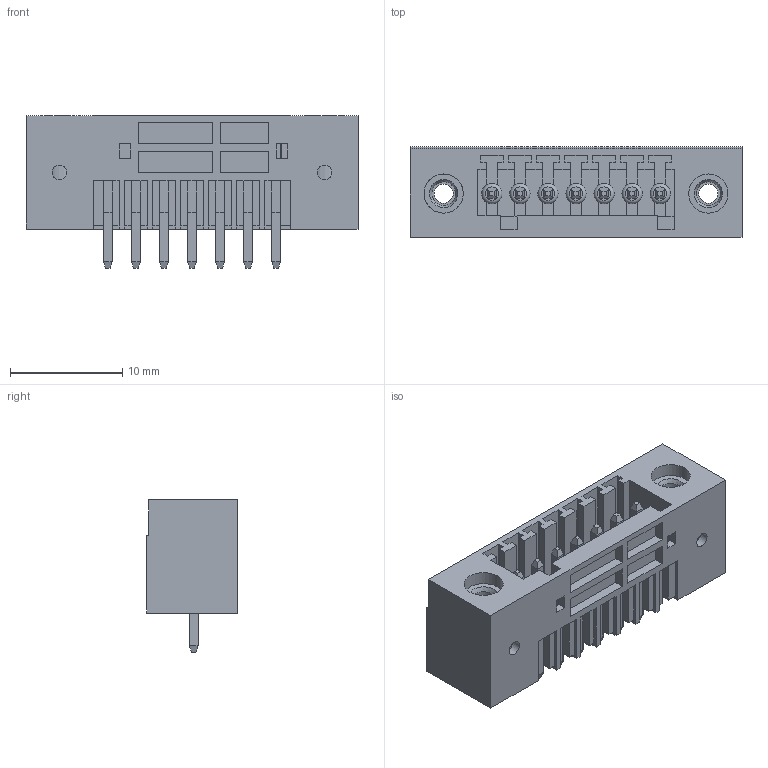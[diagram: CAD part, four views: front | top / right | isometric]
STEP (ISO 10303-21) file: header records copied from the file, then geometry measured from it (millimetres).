
FILE_DESCRIPTION( ( 'Unknown' ), '1' );
FILE_NAME( '691382030007.stp', 'Unknown', ( 'Unknown' ), ( 'Unknown' ), 'PSStep 18.0.17', 'Unknown', ' ' );
FILE_SCHEMA( ( 'AUTOMOTIVE_DESIGN { 1 0 10303 214 1 1 1 1 }' ) );
Length unit declared in the file: millimetre
Products named in the file (4): Assem1; 6913820300xx_PIN; 6913820300xx_Thread; 691382030007
Assembly tree (10 placements, depth 2):
  Assem1
    6913820300xx_PIN  x7
    6913820300xx_Thread  x2
    691382030007
Bounding box: 29.6 x 8.1 x 13.6 mm (x, y, z)
Volume: 1379 mm3; surface area: 3469.2 mm2
Topology: 10 solids, 10 shells, 545 faces, 1440 edges, 929 vertices
Faces by surface type: plane 515, cylinder 21, torus 7, cone 2
Full cylindrical faces by diameter (mm): 1.3 x2, 1.7 x2, 1.8 x7, 2.113 x2, 3.5 x4
Entity records: 17897 total; most frequent: CARTESIAN_POINT 2518, ORIENTED_EDGE 2464, DIRECTION 2233, EDGE_CURVE 1232, LINE 1165, VECTOR 1165, VERTEX_POINT 819, AXIS2_PLACEMENT_3D 534
